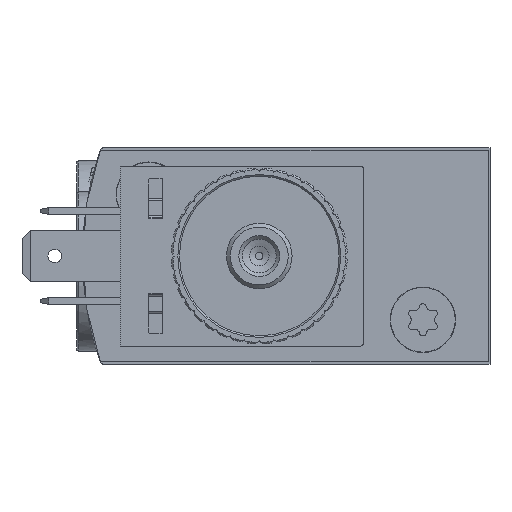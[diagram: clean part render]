
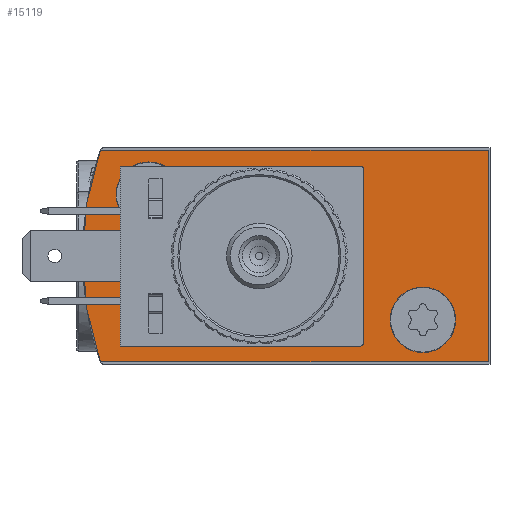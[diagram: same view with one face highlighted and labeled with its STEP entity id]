
A CAD part, left-side view. The second image highlights one B-rep face of the part: STEP entity #15119.
In plain terms, the highlighted planar face has unit normal (-1, 0, 0).
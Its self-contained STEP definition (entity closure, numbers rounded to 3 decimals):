
#1191=LINE('',#26460,#2521);
#1194=LINE('',#26466,#2524);
#1205=LINE('',#26515,#2535);
#2521=VECTOR('',#21773,1000.);
#2524=VECTOR('',#21778,1000.);
#2535=VECTOR('',#21825,1000.);
#4999=ORIENTED_EDGE('',*,*,#8468,.F.);
#5000=ORIENTED_EDGE('',*,*,#8469,.T.);
#5001=ORIENTED_EDGE('',*,*,#8470,.T.);
#5002=ORIENTED_EDGE('',*,*,#8427,.F.);
#5003=ORIENTED_EDGE('',*,*,#8361,.F.);
#5004=ORIENTED_EDGE('',*,*,#8464,.F.);
#5005=ORIENTED_EDGE('',*,*,#8461,.F.);
#5006=ORIENTED_EDGE('',*,*,#8433,.F.);
#5007=ORIENTED_EDGE('',*,*,#8430,.F.);
#8361=EDGE_CURVE('',#10267,#10268,#11432,.T.);
#8427=EDGE_CURVE('',#10268,#10327,#11469,.T.);
#8430=EDGE_CURVE('',#10327,#10329,#1191,.T.);
#8433=EDGE_CURVE('',#10329,#10331,#1194,.T.);
#8461=EDGE_CURVE('',#10331,#10351,#1205,.T.);
#8464=EDGE_CURVE('',#10351,#10267,#11488,.T.);
#8468=EDGE_CURVE('',#10355,#10355,#11492,.F.);
#8469=EDGE_CURVE('',#10356,#10356,#11493,.T.);
#8470=EDGE_CURVE('',#10357,#10357,#11494,.T.);
#10267=VERTEX_POINT('',#26317);
#10268=VERTEX_POINT('',#26318);
#10327=VERTEX_POINT('',#26455);
#10329=VERTEX_POINT('',#26461);
#10331=VERTEX_POINT('',#26467);
#10351=VERTEX_POINT('',#26516);
#10355=VERTEX_POINT('',#26530);
#10356=VERTEX_POINT('',#26532);
#10357=VERTEX_POINT('',#26534);
#11432=CIRCLE('',#18892,39.5);
#11469=CIRCLE('',#18941,0.2);
#11488=CIRCLE('',#18964,0.2);
#11492=CIRCLE('',#18970,5.);
#11493=CIRCLE('',#18971,4.);
#11494=CIRCLE('',#18972,4.);
#12334=EDGE_LOOP('',(#4999));
#12335=EDGE_LOOP('',(#5000));
#12336=EDGE_LOOP('',(#5001));
#12337=EDGE_LOOP('',(#5002,#5003,#5004,#5005,#5006,#5007));
#13524=FACE_BOUND('',#12334,.T.);
#13525=FACE_BOUND('',#12335,.T.);
#13526=FACE_BOUND('',#12336,.T.);
#13527=FACE_BOUND('',#12337,.T.);
#14481=PLANE('',#18969);
#15119=ADVANCED_FACE('',(#13524,#13525,#13526,#13527),#14481,.F.);
#18892=AXIS2_PLACEMENT_3D('',#26316,#21639,#21640);
#18941=AXIS2_PLACEMENT_3D('',#26454,#21766,#21767);
#18964=AXIS2_PLACEMENT_3D('',#26521,#21830,#21831);
#18969=AXIS2_PLACEMENT_3D('',#26528,#21840,#21841);
#18970=AXIS2_PLACEMENT_3D('',#26529,#21842,#21843);
#18971=AXIS2_PLACEMENT_3D('',#26531,#21844,#21845);
#18972=AXIS2_PLACEMENT_3D('',#26533,#21846,#21847);
#21639=DIRECTION('',(1.,0.,0.));
#21640=DIRECTION('',(0.,0.,-1.));
#21766=DIRECTION('',(1.,0.,0.));
#21767=DIRECTION('',(0.,0.,-1.));
#21773=DIRECTION('',(0.,-1.,0.));
#21778=DIRECTION('',(0.,0.,-1.));
#21825=DIRECTION('',(0.,1.,0.));
#21830=DIRECTION('',(1.,0.,0.));
#21831=DIRECTION('',(0.,0.,-1.));
#21840=DIRECTION('',(1.,0.,0.));
#21841=DIRECTION('',(0.,0.,-1.));
#21842=DIRECTION('',(1.,0.,0.));
#21843=DIRECTION('',(0.,0.,-1.));
#21844=DIRECTION('',(1.,0.,0.));
#21845=DIRECTION('',(0.,0.,-1.));
#21846=DIRECTION('',(1.,0.,0.));
#21847=DIRECTION('',(0.,0.,-1.));
#26316=CARTESIAN_POINT('',(0.,10.3,0.));
#26317=CARTESIAN_POINT('',(0.,47.663,-12.815));
#26318=CARTESIAN_POINT('',(0.,47.663,12.815));
#26454=CARTESIAN_POINT('',(0.,47.474,12.75));
#26455=CARTESIAN_POINT('',(0.,47.474,12.95));
#26460=CARTESIAN_POINT('',(0.,47.474,12.95));
#26461=CARTESIAN_POINT('',(0.,0.2,12.95));
#26466=CARTESIAN_POINT('',(0.,0.2,12.95));
#26467=CARTESIAN_POINT('',(0.,0.2,-12.95));
#26515=CARTESIAN_POINT('',(0.,0.2,-12.95));
#26516=CARTESIAN_POINT('',(0.,47.474,-12.95));
#26521=CARTESIAN_POINT('',(0.,47.474,-12.75));
#26528=CARTESIAN_POINT('',(0.,47.474,12.75));
#26529=CARTESIAN_POINT('',(0.,28.2,0.));
#26530=CARTESIAN_POINT('',(0.,28.2,-5.));
#26531=CARTESIAN_POINT('',(0.,41.7,7.5));
#26532=CARTESIAN_POINT('',(0.,41.7,3.5));
#26533=CARTESIAN_POINT('',(0.,8.2,-7.8));
#26534=CARTESIAN_POINT('',(0.,8.2,-11.8));
